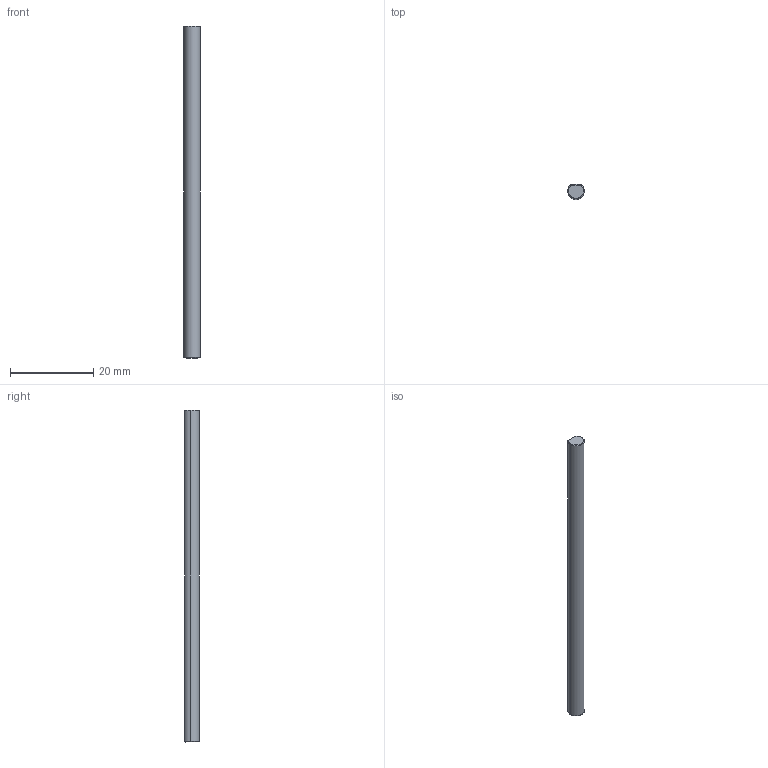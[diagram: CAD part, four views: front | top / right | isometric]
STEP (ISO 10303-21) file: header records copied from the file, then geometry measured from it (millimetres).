
FILE_DESCRIPTION (( 'STEP AP214' ), '1' );
FILE_NAME ('10-0080.step', '2020-04-06T07:10:55', ( '' ), ( '' ), 'SwSTEP 2.0', 'SolidWorks 2020', '' );
FILE_SCHEMA (( 'AUTOMOTIVE_DESIGN' ));
Length unit declared in the file: millimetre
Products named in the file (1): 10-0080
Bounding box: 4 x 3.5 x 80 mm (x, y, z)
Volume: 932.3 mm3; surface area: 1006 mm2
Topology: 1 solids, 1 shells, 14 faces, 28 edges, 16 vertices
Faces by surface type: cone 6, plane 5, cylinder 3
Entity records: 398 total; most frequent: CARTESIAN_POINT 71, DIRECTION 66, ORIENTED_EDGE 56, EDGE_CURVE 28, AXIS2_PLACEMENT_3D 27, VERTEX_POINT 16, EDGE_LOOP 14, FACE_OUTER_BOUND 14
